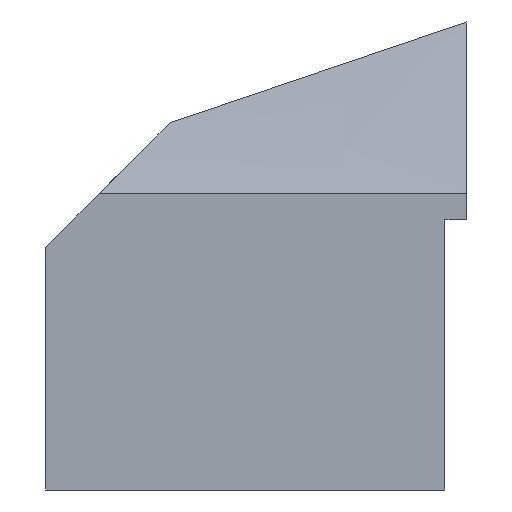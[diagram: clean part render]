
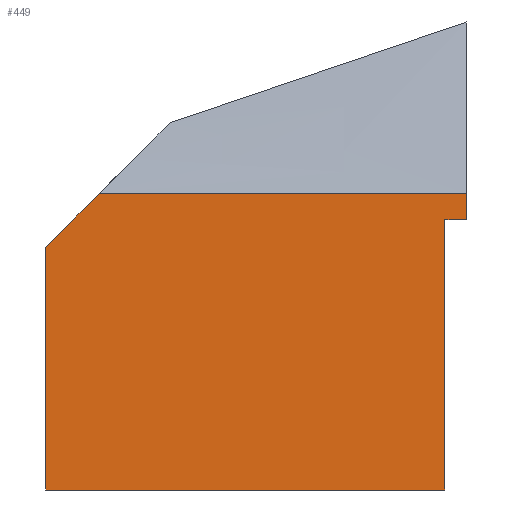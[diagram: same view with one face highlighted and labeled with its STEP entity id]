
A CAD part, left-side view. The second image highlights one B-rep face of the part: STEP entity #449.
In plain terms, the highlighted planar face has unit normal (-1, 0, 0).
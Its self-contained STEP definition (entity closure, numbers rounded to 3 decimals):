
#449=ADVANCED_FACE('',(#1731),#1733,.T.);
#1731=FACE_BOUND('',#1732,.T.);
#1732=EDGE_LOOP('',(#2644,#2645,#2646,#2647,#2648,#2649,#2650));
#1733=PLANE('',#1734);
#1734=AXIS2_PLACEMENT_3D('',#1735,#1736,#1737);
#1735=CARTESIAN_POINT('',(-90.,4.,17.5));
#1736=DIRECTION('',(-1.,0.,0.));
#1737=DIRECTION('',(0.,0.,1.));
#2644=ORIENTED_EDGE('',*,*,#3311,.T.);
#2645=ORIENTED_EDGE('',*,*,#3234,.T.);
#2646=ORIENTED_EDGE('',*,*,#3312,.T.);
#2647=ORIENTED_EDGE('',*,*,#3217,.T.);
#2648=ORIENTED_EDGE('',*,*,#3202,.T.);
#2649=ORIENTED_EDGE('',*,*,#3310,.T.);
#2650=ORIENTED_EDGE('',*,*,#3313,.T.);
#3202=EDGE_CURVE('',#3635,#3633,#3636,.T.);
#3217=EDGE_CURVE('',#3663,#3635,#3664,.F.);
#3234=EDGE_CURVE('',#3679,#3687,#3689,.T.);
#3310=EDGE_CURVE('',#3633,#3817,#3819,.T.);
#3311=EDGE_CURVE('',#3820,#3679,#3821,.T.);
#3312=EDGE_CURVE('',#3687,#3663,#3822,.T.);
#3313=EDGE_CURVE('',#3817,#3820,#3823,.T.);
#3633=VERTEX_POINT('',#4550);
#3635=VERTEX_POINT('',#4554);
#3636=LINE('',#4555,#4556);
#3663=VERTEX_POINT('',#4612);
#3664=LINE('',#4613,#4614);
#3679=VERTEX_POINT('',#4652);
#3687=VERTEX_POINT('',#4668);
#3689=LINE('',#4672,#4673);
#3817=VERTEX_POINT('',#5125);
#3819=LINE('',#5129,#5130);
#3820=VERTEX_POINT('',#5132);
#3821=LINE('',#5133,#5134);
#3822=LINE('',#5136,#5137);
#3823=LINE('',#5139,#5140);
#4550=CARTESIAN_POINT('',(-90.,4.,20.5));
#4554=CARTESIAN_POINT('',(-90.,4.,17.5));
#4555=CARTESIAN_POINT('',(-90.,4.,17.5));
#4556=VECTOR('',#4557,1.);
#4557=DIRECTION('',(0.,0.,1.));
#4612=CARTESIAN_POINT('',(-90.,6.5,17.5));
#4613=CARTESIAN_POINT('',(-90.,4.,17.5));
#4614=VECTOR('',#4615,1.);
#4615=DIRECTION('',(0.,1.,0.));
#4652=CARTESIAN_POINT('',(-90.,53.,-14.));
#4668=CARTESIAN_POINT('',(-90.,6.5,-14.));
#4672=CARTESIAN_POINT('',(-90.,53.,-14.));
#4673=VECTOR('',#4674,1.);
#4674=DIRECTION('',(0.,-1.,0.));
#5125=CARTESIAN_POINT('',(-90.,46.757,20.5));
#5129=CARTESIAN_POINT('',(-90.,4.,20.5));
#5130=VECTOR('',#5131,1.);
#5131=DIRECTION('',(0.,1.,0.));
#5132=CARTESIAN_POINT('',(-90.,53.,14.257));
#5133=CARTESIAN_POINT('',(-90.,53.,14.257));
#5134=VECTOR('',#5135,1.);
#5135=DIRECTION('',(0.,0.,-1.));
#5136=CARTESIAN_POINT('',(-90.,6.5,-14.));
#5137=VECTOR('',#5138,1.);
#5138=DIRECTION('',(0.,0.,1.));
#5139=CARTESIAN_POINT('',(-90.,46.757,20.5));
#5140=VECTOR('',#5141,1.);
#5141=DIRECTION('',(0.,0.707,-0.707));
